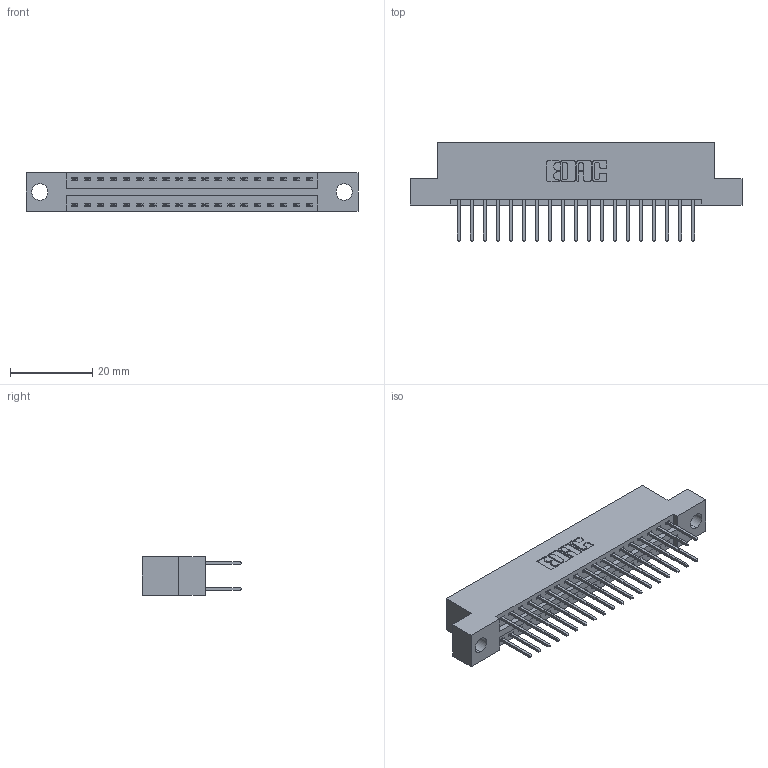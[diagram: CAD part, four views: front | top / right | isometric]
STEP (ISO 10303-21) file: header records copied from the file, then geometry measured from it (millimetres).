
FILE_DESCRIPTION (( 'STEP AP203' ), '1' );
FILE_NAME ('346-038-526-204.STEP', '2018-08-24T05:13:20', ( '' ), ( '' ), 'SwSTEP 2.0', 'SolidWorks 2016', '' );
FILE_SCHEMA (( 'CONFIG_CONTROL_DESIGN' ));
Length unit declared in the file: inch
Products named in the file (3): 346 Part_Flush Mounting Lugs - 0.156 Dia-TH; 345-292-001_345-293-126; 346-038-526-204
Assembly tree (39 placements, depth 2):
  346-038-526-204
    346 Part_Flush Mounting Lugs - 0.156 Dia-TH
    345-292-001_345-293-126  x38
Bounding box: 80.9 x 24.13 x 9.4 mm (x, y, z)
Volume: 7684.5 mm3; surface area: 10293.6 mm2
Topology: 39 solids, 39 shells, 2098 faces, 6219 edges, 4094 vertices
Faces by surface type: plane 1406, cylinder 692
Entity records: 15517 total; most frequent: CARTESIAN_POINT 2588, ORIENTED_EDGE 2522, DIRECTION 2333, EDGE_CURVE 1261, LINE 1053, VECTOR 1053, VERTEX_POINT 838, AXIS2_PLACEMENT_3D 640
